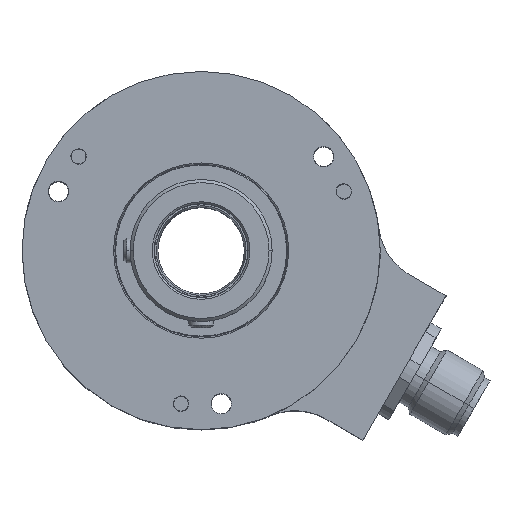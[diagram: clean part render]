
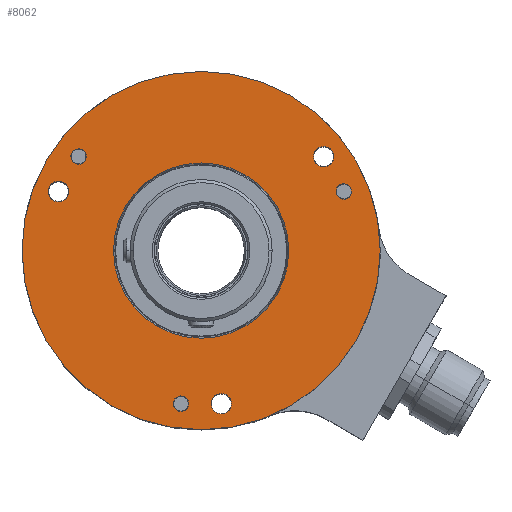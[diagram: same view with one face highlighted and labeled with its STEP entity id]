
A CAD part, top view. The second image highlights one B-rep face of the part: STEP entity #8062.
In plain terms, the highlighted planar face has unit normal (0, 0, 1).
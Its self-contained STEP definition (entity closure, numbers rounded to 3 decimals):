
#1461=CARTESIAN_POINT('',(0.,0.,18.));
#1462=DIRECTION('',(0.,0.,1.));
#1463=DIRECTION('',(1.,0.,0.));
#1464=AXIS2_PLACEMENT_3D('',#1461,#1462,#1463);
#1466=CARTESIAN_POINT('',(0.,0.,18.));
#1467=DIRECTION('',(0.,0.,1.));
#1468=DIRECTION('',(-1.,0.,0.));
#1469=AXIS2_PLACEMENT_3D('',#1466,#1467,#1468);
#1471=CARTESIAN_POINT('',(-19.834,15.219,18.));
#1472=DIRECTION('',(0.,0.,-1.));
#1473=DIRECTION('',(-0.793,0.609,0.));
#1474=AXIS2_PLACEMENT_3D('',#1471,#1472,#1473);
#1476=CARTESIAN_POINT('',(-19.834,15.219,18.));
#1477=DIRECTION('',(0.,0.,-1.));
#1478=DIRECTION('',(0.793,-0.609,0.));
#1479=AXIS2_PLACEMENT_3D('',#1476,#1477,#1478);
#1481=CARTESIAN_POINT('',(-3.263,-24.786,18.));
#1482=DIRECTION('',(0.,0.,-1.));
#1483=DIRECTION('',(-0.131,-0.991,0.));
#1484=AXIS2_PLACEMENT_3D('',#1481,#1482,#1483);
#1486=CARTESIAN_POINT('',(-3.263,-24.786,18.));
#1487=DIRECTION('',(0.,0.,-1.));
#1488=DIRECTION('',(0.131,0.991,0.));
#1489=AXIS2_PLACEMENT_3D('',#1486,#1487,#1488);
#1491=CARTESIAN_POINT('',(23.097,9.567,18.));
#1492=DIRECTION('',(0.,0.,-1.));
#1493=DIRECTION('',(0.924,0.383,0.));
#1494=AXIS2_PLACEMENT_3D('',#1491,#1492,#1493);
#1496=CARTESIAN_POINT('',(23.097,9.567,18.));
#1497=DIRECTION('',(0.,0.,-1.));
#1498=DIRECTION('',(-0.924,-0.383,0.));
#1499=AXIS2_PLACEMENT_3D('',#1496,#1497,#1498);
#1501=CARTESIAN_POINT('',(3.263,-24.786,18.));
#1502=DIRECTION('',(0.,0.,1.));
#1503=DIRECTION('',(0.,-1.,0.));
#1504=AXIS2_PLACEMENT_3D('',#1501,#1502,#1503);
#1506=CARTESIAN_POINT('',(3.263,-24.786,18.));
#1507=DIRECTION('',(0.,0.,1.));
#1508=DIRECTION('',(0.,1.,0.));
#1509=AXIS2_PLACEMENT_3D('',#1506,#1507,#1508);
#1511=CARTESIAN_POINT('',(19.834,15.219,18.));
#1512=DIRECTION('',(0.,0.,1.));
#1513=DIRECTION('',(0.,-1.,0.));
#1514=AXIS2_PLACEMENT_3D('',#1511,#1512,#1513);
#1516=CARTESIAN_POINT('',(19.834,15.219,18.));
#1517=DIRECTION('',(0.,0.,1.));
#1518=DIRECTION('',(0.,1.,0.));
#1519=AXIS2_PLACEMENT_3D('',#1516,#1517,#1518);
#1521=CARTESIAN_POINT('',(-23.097,9.567,18.));
#1522=DIRECTION('',(0.,0.,1.));
#1523=DIRECTION('',(0.,-1.,0.));
#1524=AXIS2_PLACEMENT_3D('',#1521,#1522,#1523);
#1526=CARTESIAN_POINT('',(-23.097,9.567,18.));
#1527=DIRECTION('',(0.,0.,1.));
#1528=DIRECTION('',(0.,1.,0.));
#1529=AXIS2_PLACEMENT_3D('',#1526,#1527,#1528);
#1531=CARTESIAN_POINT('',(0.,0.,18.));
#1532=DIRECTION('',(0.,0.,-1.));
#1533=DIRECTION('',(-1.,0.,0.));
#1534=AXIS2_PLACEMENT_3D('',#1531,#1532,#1533);
#1549=CARTESIAN_POINT('',(0.,0.,18.));
#1550=DIRECTION('',(0.,0.,-1.));
#1551=DIRECTION('',(1.,0.,0.));
#1552=AXIS2_PLACEMENT_3D('',#1549,#1550,#1551);
#5374=CARTESIAN_POINT('',(29.,0.,18.));
#5375=CARTESIAN_POINT('',(-29.,0.,18.));
#5376=VERTEX_POINT('',#5374);
#5377=VERTEX_POINT('',#5375);
#5378=CARTESIAN_POINT('',(-20.826,15.98,18.));
#5379=CARTESIAN_POINT('',(-18.842,14.458,18.));
#5380=VERTEX_POINT('',#5378);
#5381=VERTEX_POINT('',#5379);
#5382=CARTESIAN_POINT('',(-3.426,-26.025,18.));
#5383=CARTESIAN_POINT('',(-3.1,-23.547,18.));
#5384=VERTEX_POINT('',#5382);
#5385=VERTEX_POINT('',#5383);
#5386=CARTESIAN_POINT('',(24.252,10.045,18.));
#5387=CARTESIAN_POINT('',(21.942,9.089,18.));
#5388=VERTEX_POINT('',#5386);
#5389=VERTEX_POINT('',#5387);
#5390=CARTESIAN_POINT('',(14.188,0.,18.));
#5391=CARTESIAN_POINT('',(-14.188,0.,18.));
#5392=VERTEX_POINT('',#5390);
#5393=VERTEX_POINT('',#5391);
#5398=CARTESIAN_POINT('',(3.263,-26.436,18.));
#5399=CARTESIAN_POINT('',(3.263,-23.136,18.));
#5400=VERTEX_POINT('',#5398);
#5401=VERTEX_POINT('',#5399);
#5406=CARTESIAN_POINT('',(19.834,13.569,18.));
#5407=CARTESIAN_POINT('',(19.834,16.869,18.));
#5408=VERTEX_POINT('',#5406);
#5409=VERTEX_POINT('',#5407);
#5414=CARTESIAN_POINT('',(-23.097,7.917,18.));
#5415=CARTESIAN_POINT('',(-23.097,11.217,18.));
#5416=VERTEX_POINT('',#5414);
#5417=VERTEX_POINT('',#5415);
#8012=CARTESIAN_POINT('',(0.,0.,18.));
#8013=DIRECTION('',(0.,0.,1.));
#8014=DIRECTION('',(1.,0.,0.));
#8015=AXIS2_PLACEMENT_3D('',#8012,#8013,#8014);
#8016=PLANE('',#8015);
#8017=ORIENTED_EDGE('',*,*,#6891,.F.);
#8018=ORIENTED_EDGE('',*,*,#6846,.F.);
#8019=EDGE_LOOP('',(#8017,#8018));
#8020=FACE_OUTER_BOUND('',#8019,.F.);
#8022=ORIENTED_EDGE('',*,*,#8021,.F.);
#8024=ORIENTED_EDGE('',*,*,#8023,.F.);
#8025=EDGE_LOOP('',(#8022,#8024));
#8026=FACE_BOUND('',#8025,.F.);
#8028=ORIENTED_EDGE('',*,*,#8027,.F.);
#8030=ORIENTED_EDGE('',*,*,#8029,.F.);
#8031=EDGE_LOOP('',(#8028,#8030));
#8032=FACE_BOUND('',#8031,.F.);
#8034=ORIENTED_EDGE('',*,*,#8033,.F.);
#8036=ORIENTED_EDGE('',*,*,#8035,.F.);
#8037=EDGE_LOOP('',(#8034,#8036));
#8038=FACE_BOUND('',#8037,.F.);
#8040=ORIENTED_EDGE('',*,*,#8039,.F.);
#8042=ORIENTED_EDGE('',*,*,#8041,.F.);
#8043=EDGE_LOOP('',(#8040,#8042));
#8044=FACE_BOUND('',#8043,.F.);
#8045=ORIENTED_EDGE('',*,*,#8002,.T.);
#8047=ORIENTED_EDGE('',*,*,#8046,.T.);
#8048=EDGE_LOOP('',(#8045,#8047));
#8049=FACE_BOUND('',#8048,.F.);
#8051=ORIENTED_EDGE('',*,*,#8050,.T.);
#8053=ORIENTED_EDGE('',*,*,#8052,.T.);
#8054=EDGE_LOOP('',(#8051,#8053));
#8055=FACE_BOUND('',#8054,.F.);
#8057=ORIENTED_EDGE('',*,*,#8056,.T.);
#8059=ORIENTED_EDGE('',*,*,#8058,.T.);
#8060=EDGE_LOOP('',(#8057,#8059));
#8061=FACE_BOUND('',#8060,.F.);
#1465=CIRCLE('',#1464,29.);
#1470=CIRCLE('',#1469,29.);
#1475=CIRCLE('',#1474,1.25);
#1480=CIRCLE('',#1479,1.25);
#1485=CIRCLE('',#1484,1.25);
#1490=CIRCLE('',#1489,1.25);
#1495=CIRCLE('',#1494,1.25);
#1500=CIRCLE('',#1499,1.25);
#1505=CIRCLE('',#1504,1.65);
#1510=CIRCLE('',#1509,1.65);
#1515=CIRCLE('',#1514,1.65);
#1520=CIRCLE('',#1519,1.65);
#1525=CIRCLE('',#1524,1.65);
#1530=CIRCLE('',#1529,1.65);
#1535=CIRCLE('',#1534,14.188);
#1553=CIRCLE('',#1552,14.188);
#6846=EDGE_CURVE('',#5377,#5376,#1470,.T.);
#6891=EDGE_CURVE('',#5376,#5377,#1465,.T.);
#8002=EDGE_CURVE('',#5400,#5401,#1505,.T.);
#8021=EDGE_CURVE('',#5393,#5392,#1535,.T.);
#8023=EDGE_CURVE('',#5392,#5393,#1553,.T.);
#8027=EDGE_CURVE('',#5380,#5381,#1475,.T.);
#8029=EDGE_CURVE('',#5381,#5380,#1480,.T.);
#8033=EDGE_CURVE('',#5384,#5385,#1485,.T.);
#8035=EDGE_CURVE('',#5385,#5384,#1490,.T.);
#8039=EDGE_CURVE('',#5388,#5389,#1495,.T.);
#8041=EDGE_CURVE('',#5389,#5388,#1500,.T.);
#8046=EDGE_CURVE('',#5401,#5400,#1510,.T.);
#8050=EDGE_CURVE('',#5408,#5409,#1515,.T.);
#8052=EDGE_CURVE('',#5409,#5408,#1520,.T.);
#8056=EDGE_CURVE('',#5416,#5417,#1525,.T.);
#8058=EDGE_CURVE('',#5417,#5416,#1530,.T.);
#8062=ADVANCED_FACE('',(#8020,#8026,#8032,#8038,#8044,#8049,#8055,#8061),#8016,
.T.);
